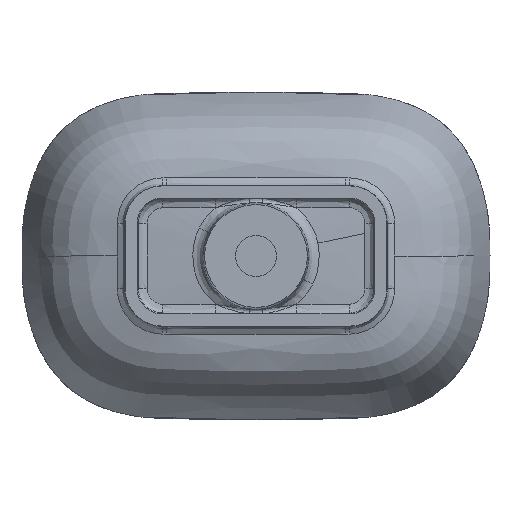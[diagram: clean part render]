
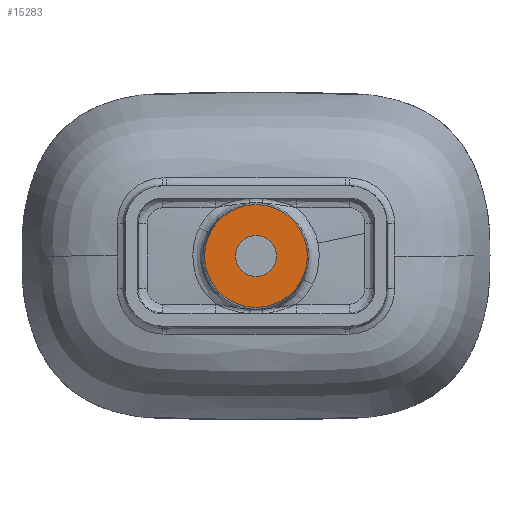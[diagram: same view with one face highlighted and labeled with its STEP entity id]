
A CAD part, front view. The second image highlights one B-rep face of the part: STEP entity #15283.
In plain terms, the highlighted planar face has unit normal (0, -1, 0).
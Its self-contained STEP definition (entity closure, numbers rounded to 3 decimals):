
#19 = CIRCLE ( 'NONE', #17132, 55. ) ;
#348 = AXIS2_PLACEMENT_3D ( 'NONE', #6916, #9986, #3081 ) ;
#632 = FACE_BOUND ( 'NONE', #5504, .T. ) ;
#1262 = ORIENTED_EDGE ( 'NONE', *, *, #8198, .F. ) ;
#1742 = EDGE_LOOP ( 'NONE', ( #17258, #15970 ) ) ;
#1746 = DIRECTION ( 'NONE',  ( 0., 1., 0. ) ) ;
#2337 = CARTESIAN_POINT ( 'NONE',  ( 0., -41., 0. ) ) ;
#2349 = DIRECTION ( 'NONE',  ( 0., 0., -1. ) ) ;
#3081 = DIRECTION ( 'NONE',  ( 0., 0., 1. ) ) ;
#3239 = CARTESIAN_POINT ( 'NONE',  ( 0., -41., 0. ) ) ;
#3583 = AXIS2_PLACEMENT_3D ( 'NONE', #3239, #11694, #7327 ) ;
#3781 = DIRECTION ( 'NONE',  ( 0., 0., 1. ) ) ;
#4318 = ORIENTED_EDGE ( 'NONE', *, *, #4324, .F. ) ;
#4324 = EDGE_CURVE ( 'NONE', #10079, #17908, #12591, .T. ) ;
#5504 = EDGE_LOOP ( 'NONE', ( #1262, #4318 ) ) ;
#5829 = CIRCLE ( 'NONE', #15977, 55. ) ;
#6296 = CARTESIAN_POINT ( 'NONE',  ( 0., -41., -55. ) ) ;
#6611 = CARTESIAN_POINT ( 'NONE',  ( 0., -41., 55. ) ) ;
#6916 = CARTESIAN_POINT ( 'NONE',  ( 0., -41., 0. ) ) ;
#7247 = CIRCLE ( 'NONE', #17675, 22. ) ;
#7327 = DIRECTION ( 'NONE',  ( 0., 0., -1. ) ) ;
#8047 = DIRECTION ( 'NONE',  ( 0., 1., 0. ) ) ;
#8198 = EDGE_CURVE ( 'NONE', #17908, #10079, #7247, .T. ) ;
#8231 = VERTEX_POINT ( 'NONE', #6611 ) ;
#8825 = DIRECTION ( 'NONE',  ( 0., 0., 1. ) ) ;
#9253 = CARTESIAN_POINT ( 'NONE',  ( 0., -41., 0. ) ) ;
#9986 = DIRECTION ( 'NONE',  ( 0., 1., 0. ) ) ;
#10079 = VERTEX_POINT ( 'NONE', #11504 ) ;
#10189 = CARTESIAN_POINT ( 'NONE',  ( 0., -41., 0. ) ) ;
#10449 = EDGE_CURVE ( 'NONE', #11069, #8231, #5829, .T. ) ;
#10701 = DIRECTION ( 'NONE',  ( 0., -1., 0. ) ) ;
#11069 = VERTEX_POINT ( 'NONE', #6296 ) ;
#11504 = CARTESIAN_POINT ( 'NONE',  ( 0., -41., 22. ) ) ;
#11617 = CARTESIAN_POINT ( 'NONE',  ( 0., -41., -22. ) ) ;
#11660 = EDGE_CURVE ( 'NONE', #8231, #11069, #19, .T. ) ;
#11694 = DIRECTION ( 'NONE',  ( 0., -1., 0. ) ) ;
#12591 = CIRCLE ( 'NONE', #3583, 22. ) ;
#15283 = ADVANCED_FACE ( 'NONE', ( #632, #17244 ), #16638, .F. ) ;
#15970 = ORIENTED_EDGE ( 'NONE', *, *, #10449, .F. ) ;
#15977 = AXIS2_PLACEMENT_3D ( 'NONE', #2337, #8047, #3781 ) ;
#16638 = PLANE ( 'NONE',  #348 ) ;
#17132 = AXIS2_PLACEMENT_3D ( 'NONE', #10189, #1746, #8825 ) ;
#17244 = FACE_OUTER_BOUND ( 'NONE', #1742, .T. ) ;
#17258 = ORIENTED_EDGE ( 'NONE', *, *, #11660, .F. ) ;
#17675 = AXIS2_PLACEMENT_3D ( 'NONE', #9253, #10701, #2349 ) ;
#17908 = VERTEX_POINT ( 'NONE', #11617 ) ;
